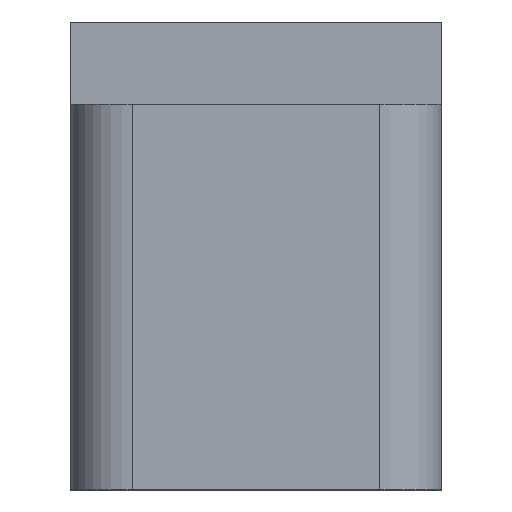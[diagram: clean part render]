
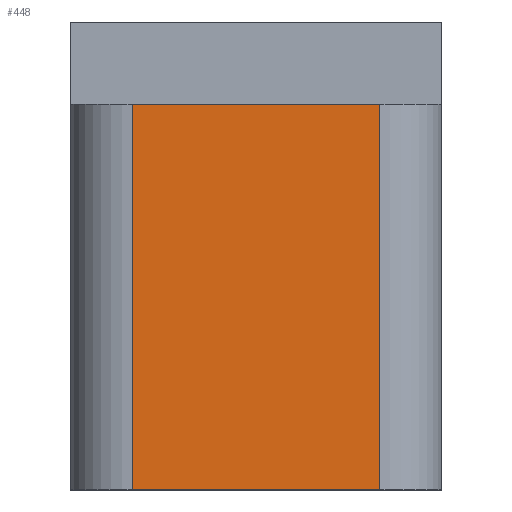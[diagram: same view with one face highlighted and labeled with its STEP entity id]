
A CAD part, top view. The second image highlights one B-rep face of the part: STEP entity #448.
In plain terms, the highlighted planar face has unit normal (0, 0, 1).
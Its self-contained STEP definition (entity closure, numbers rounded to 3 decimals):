
#448=ADVANCED_FACE('',(#675),#586,.F.);
#586=PLANE('',#2545);
#675=FACE_OUTER_BOUND('',#823,.T.);
#823=EDGE_LOOP('',(#1115,#1116,#1117,#1118));
#1115=ORIENTED_EDGE('',*,*,#1961,.F.);
#1116=ORIENTED_EDGE('',*,*,#1976,.T.);
#1117=ORIENTED_EDGE('',*,*,#1973,.T.);
#1118=ORIENTED_EDGE('',*,*,#1977,.T.);
#1729=VERTEX_POINT('',#3653);
#1730=VERTEX_POINT('',#3655);
#1734=VERTEX_POINT('',#3676);
#1735=VERTEX_POINT('',#3677);
#1961=EDGE_CURVE('',#1729,#1730,#2223,.T.);
#1973=EDGE_CURVE('',#1734,#1735,#2231,.T.);
#1976=EDGE_CURVE('',#1729,#1734,#2232,.T.);
#1977=EDGE_CURVE('',#1735,#1730,#2233,.T.);
#2223=LINE('',#3654,#2367);
#2231=LINE('',#3675,#2375);
#2232=LINE('',#3681,#2376);
#2233=LINE('',#3682,#2377);
#2367=VECTOR('',#2713,1.);
#2375=VECTOR('',#2739,1.);
#2376=VECTOR('',#2746,1.);
#2377=VECTOR('',#2747,1.);
#2545=AXIS2_PLACEMENT_3D('',#3683,#2748,#2749);
#2713=DIRECTION('',(-1.,0.,0.));
#2739=DIRECTION('',(-1.,0.,0.));
#2746=DIRECTION('',(0.,1.,0.));
#2747=DIRECTION('',(0.,-1.,0.));
#2748=DIRECTION('',(0.,0.,-1.));
#2749=DIRECTION('',(0.,1.,0.));
#3653=CARTESIAN_POINT('',(6.,-18.7,0.));
#3654=CARTESIAN_POINT('',(9.,-18.7,0.));
#3655=CARTESIAN_POINT('',(-6.,-18.7,0.));
#3675=CARTESIAN_POINT('',(9.,0.,0.));
#3676=CARTESIAN_POINT('',(6.,0.,0.));
#3677=CARTESIAN_POINT('',(-6.,0.,0.));
#3681=CARTESIAN_POINT('',(6.,0.,0.));
#3682=CARTESIAN_POINT('',(-6.,0.,0.));
#3683=CARTESIAN_POINT('',(9.,0.,0.));
